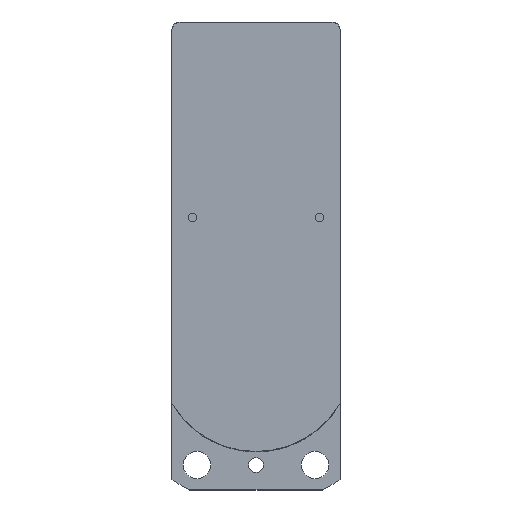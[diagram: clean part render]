
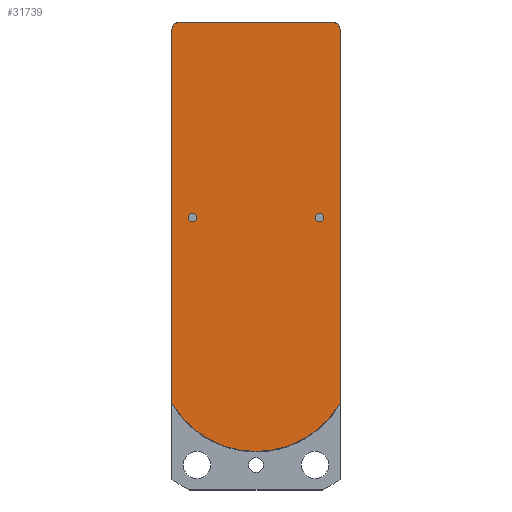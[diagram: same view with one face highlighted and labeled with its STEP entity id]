
A CAD part, top view. The second image highlights one B-rep face of the part: STEP entity #31739.
In plain terms, the highlighted planar face has unit normal (0, 0, 1).
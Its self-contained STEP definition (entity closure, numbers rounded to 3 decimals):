
#613=FACE_BOUND('',#10427,.T.);
#614=FACE_BOUND('',#10428,.T.);
#1348=PLANE('',#34228);
#3586=LINE('',#57519,#6214);
#3587=LINE('',#57523,#6215);
#3588=LINE('',#57527,#6216);
#6214=VECTOR('',#40890,10.);
#6215=VECTOR('',#40893,10.);
#6216=VECTOR('',#40896,10.);
#8540=FACE_OUTER_BOUND('',#10426,.T.);
#10426=EDGE_LOOP('',(#26572,#26573,#26574,#26575,#26576,#26577));
#10427=EDGE_LOOP('',(#26578));
#10428=EDGE_LOOP('',(#26579));
#12403=CIRCLE('',#34229,6.6);
#12404=CIRCLE('',#34230,6.6);
#12405=CIRCLE('',#34231,78.);
#12406=CIRCLE('',#34232,3.5);
#12407=CIRCLE('',#34233,3.5);
#14858=VERTEX_POINT('',#57517);
#14859=VERTEX_POINT('',#57518);
#14860=VERTEX_POINT('',#57520);
#14861=VERTEX_POINT('',#57522);
#14862=VERTEX_POINT('',#57524);
#14863=VERTEX_POINT('',#57526);
#14864=VERTEX_POINT('',#57529);
#14865=VERTEX_POINT('',#57531);
#18890=EDGE_CURVE('',#14858,#14859,#3586,.T.);
#18891=EDGE_CURVE('',#14859,#14860,#12403,.T.);
#18892=EDGE_CURVE('',#14860,#14861,#3587,.T.);
#18893=EDGE_CURVE('',#14861,#14862,#12404,.T.);
#18894=EDGE_CURVE('',#14862,#14863,#3588,.T.);
#18895=EDGE_CURVE('',#14863,#14858,#12405,.T.);
#18896=EDGE_CURVE('',#14864,#14864,#12406,.T.);
#18897=EDGE_CURVE('',#14865,#14865,#12407,.T.);
#26572=ORIENTED_EDGE('',*,*,#18890,.T.);
#26573=ORIENTED_EDGE('',*,*,#18891,.T.);
#26574=ORIENTED_EDGE('',*,*,#18892,.T.);
#26575=ORIENTED_EDGE('',*,*,#18893,.T.);
#26576=ORIENTED_EDGE('',*,*,#18894,.T.);
#26577=ORIENTED_EDGE('',*,*,#18895,.T.);
#26578=ORIENTED_EDGE('',*,*,#18896,.T.);
#26579=ORIENTED_EDGE('',*,*,#18897,.T.);
#31739=ADVANCED_FACE('',(#8540,#613,#614),#1348,.T.);
#34228=AXIS2_PLACEMENT_3D('',#57516,#40888,#40889);
#34229=AXIS2_PLACEMENT_3D('',#57521,#40891,#40892);
#34230=AXIS2_PLACEMENT_3D('',#57525,#40894,#40895);
#34231=AXIS2_PLACEMENT_3D('',#57528,#40897,#40898);
#34232=AXIS2_PLACEMENT_3D('',#57530,#40899,#40900);
#34233=AXIS2_PLACEMENT_3D('',#57532,#40901,#40902);
#40888=DIRECTION('center_axis',(0.,0.,
1.));
#40889=DIRECTION('ref_axis',(0.,-1.,0.));
#40890=DIRECTION('',(0.,1.,0.));
#40891=DIRECTION('center_axis',(0.,0.,
1.));
#40892=DIRECTION('ref_axis',(1.,0.,0.));
#40893=DIRECTION('',(-1.,0.,0.));
#40894=DIRECTION('center_axis',(0.,0.,
1.));
#40895=DIRECTION('ref_axis',(0.,1.,0.));
#40896=DIRECTION('',(0.,-1.,0.));
#40897=DIRECTION('center_axis',(0.,0.,
1.));
#40898=DIRECTION('ref_axis',(-0.865,-0.501,0.));
#40899=DIRECTION('center_axis',(0.,0.,
-1.));
#40900=DIRECTION('ref_axis',(0.,-1.,0.));
#40901=DIRECTION('center_axis',(0.,0.,
-1.));
#40902=DIRECTION('ref_axis',(0.,-1.,0.));
#57516=CARTESIAN_POINT('Origin',(0.,110.654,
817.));
#57517=CARTESIAN_POINT('',(67.5,-39.086,817.));
#57518=CARTESIAN_POINT('',(67.5,260.4,817.));
#57519=CARTESIAN_POINT('',(67.5,-39.086,817.));
#57520=CARTESIAN_POINT('',(60.9,267.,817.));
#57521=CARTESIAN_POINT('Origin',(60.9,260.4,817.));
#57522=CARTESIAN_POINT('',(-60.9,267.,817.));
#57523=CARTESIAN_POINT('',(60.9,267.,817.));
#57524=CARTESIAN_POINT('',(-67.5,260.4,817.));
#57525=CARTESIAN_POINT('Origin',(-60.9,260.4,817.));
#57526=CARTESIAN_POINT('',(-67.5,-39.086,817.));
#57527=CARTESIAN_POINT('',(-67.5,260.4,817.));
#57528=CARTESIAN_POINT('Origin',(0.,0.,
817.));
#57529=CARTESIAN_POINT('',(51.,113.5,817.));
#57530=CARTESIAN_POINT('Origin',(51.,110.,817.));
#57531=CARTESIAN_POINT('',(-51.,113.5,817.));
#57532=CARTESIAN_POINT('Origin',(-51.,110.,817.));
